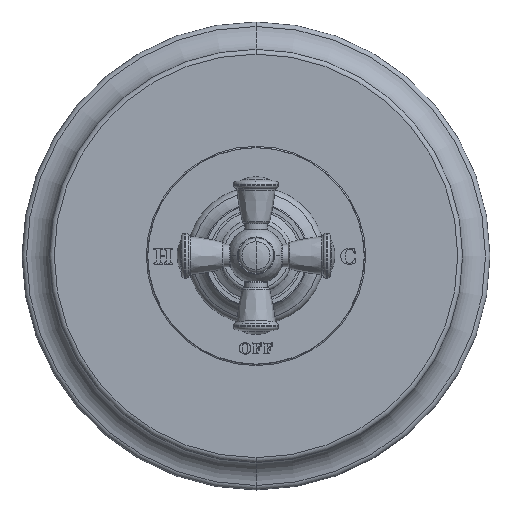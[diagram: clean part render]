
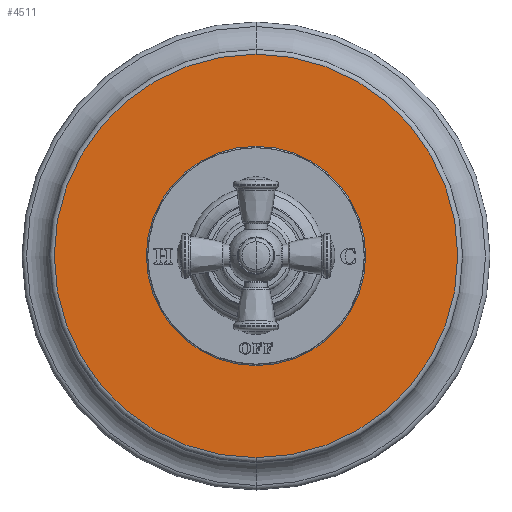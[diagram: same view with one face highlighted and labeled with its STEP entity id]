
A CAD part, top view. The second image highlights one B-rep face of the part: STEP entity #4511.
In plain terms, the highlighted planar face has unit normal (0, 0, 1).
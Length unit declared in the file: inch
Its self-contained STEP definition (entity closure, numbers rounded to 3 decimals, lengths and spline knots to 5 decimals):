
#80=CARTESIAN_POINT('',(0.,0.,0.625));
#81=DIRECTION('',(0.,0.,1.));
#82=DIRECTION('',(0.,1.,0.));
#83=AXIS2_PLACEMENT_3D('',#80,#81,#82);
#85=CARTESIAN_POINT('',(0.,0.,0.625));
#86=DIRECTION('',(0.,0.,-1.));
#87=DIRECTION('',(0.,1.,0.));
#88=AXIS2_PLACEMENT_3D('',#85,#86,#87);
#90=CARTESIAN_POINT('',(0.,0.,0.625));
#91=DIRECTION('',(0.,0.,1.));
#92=DIRECTION('',(0.,-1.,0.));
#93=AXIS2_PLACEMENT_3D('',#90,#91,#92);
#105=CARTESIAN_POINT('',(0.,0.,0.625));
#106=DIRECTION('',(0.,0.,1.));
#107=DIRECTION('',(0.,1.,0.));
#108=AXIS2_PLACEMENT_3D('',#105,#106,#107);
#3764=CARTESIAN_POINT('',(0.,3.233,0.625));
#3765=VERTEX_POINT('',#3764);
#3772=CARTESIAN_POINT('',(0.,-3.233,0.625));
#3773=VERTEX_POINT('',#3772);
#3774=CARTESIAN_POINT('',(0.,-1.75698,0.625));
#3775=CARTESIAN_POINT('',(0.,1.75698,0.625));
#3776=VERTEX_POINT('',#3774);
#3777=VERTEX_POINT('',#3775);
#4496=CARTESIAN_POINT('',(0.,0.,0.625));
#4497=DIRECTION('',(0.,0.,-1.));
#4498=DIRECTION('',(0.,-1.,0.));
#4499=AXIS2_PLACEMENT_3D('',#4496,#4497,#4498);
#4500=PLANE('',#4499);
#4501=ORIENTED_EDGE('',*,*,#4475,.F.);
#4502=ORIENTED_EDGE('',*,*,#4491,.T.);
#4503=EDGE_LOOP('',(#4501,#4502));
#4504=FACE_OUTER_BOUND('',#4503,.F.);
#4506=ORIENTED_EDGE('',*,*,#4505,.T.);
#4508=ORIENTED_EDGE('',*,*,#4507,.T.);
#4509=EDGE_LOOP('',(#4506,#4508));
#4510=FACE_BOUND('',#4509,.F.);
#4511=ADVANCED_FACE('',(#4504,#4510),#4500,.F.);
#84=CIRCLE('',#83,3.233);
#89=CIRCLE('',#88,3.233);
#94=CIRCLE('',#93,1.75698);
#109=CIRCLE('',#108,1.75698);
#4475=EDGE_CURVE('',#3765,#3773,#84,.T.);
#4491=EDGE_CURVE('',#3765,#3773,#89,.T.);
#4505=EDGE_CURVE('',#3776,#3777,#94,.T.);
#4507=EDGE_CURVE('',#3777,#3776,#109,.T.);
